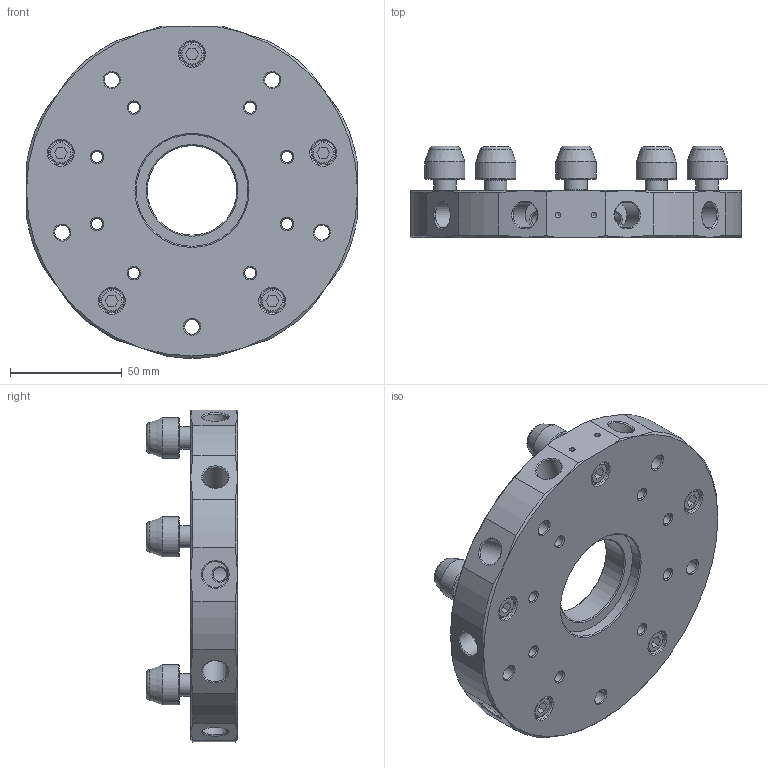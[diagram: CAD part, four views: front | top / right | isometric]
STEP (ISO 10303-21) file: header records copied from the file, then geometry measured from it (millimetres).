
FILE_DESCRIPTION(/* description */ (''),/* implementation_level */ '2;1');
FILE_NAME(/* name */ 'SR150-B.stp',/* time_stamp */ '2017-04-03T09:33:43+02:00',/* author */ ('DFloßmann'),/* organization */ (''),/* preprocessor_version */ 'ST-DEVELOPER v16.5',/* originating_system */ 'Autodesk Inventor 2017',/* authorisation */ '');
FILE_SCHEMA (('AUTOMOTIVE_DESIGN { 1 0 10303 214 3 1 1 }'));
Length unit declared in the file: millimetre
Products named in the file (4): SR150_param; SR150-B_param_T1; SR150-B_param_T2; DIN912-M6x16
Assembly tree (11 placements, depth 2):
  SR150_param
    SR150-B_param_T1
    SR150-B_param_T2  x5
    DIN912-M6x16  x5
Bounding box: 148 x 40.8 x 148.41 mm (x, y, z)
Volume: 263778.2 mm3; surface area: 82696.6 mm2
Topology: 11 solids, 11 shells, 425 faces, 860 edges, 519 vertices
Faces by surface type: plane 130, cylinder 121, cone 119, torus 55
Full cylindrical faces by diameter (mm): 2.459 x2, 4.917 x5, 5 x8, 6 x15, 6.647 x5, 6.75 x5, 7 x5, 10 x10, 11 x20, 11.445 x10, 16 x10, 18 x10, 19 x5, 40 x1, 50 x1
Entity records: 7029 total; most frequent: CARTESIAN_POINT 1488, DIRECTION 1216, ORIENTED_EDGE 782, AXIS2_PLACEMENT_3D 588, EDGE_LOOP 563, EDGE_CURVE 391, VERTEX_POINT 338, CIRCLE 292
